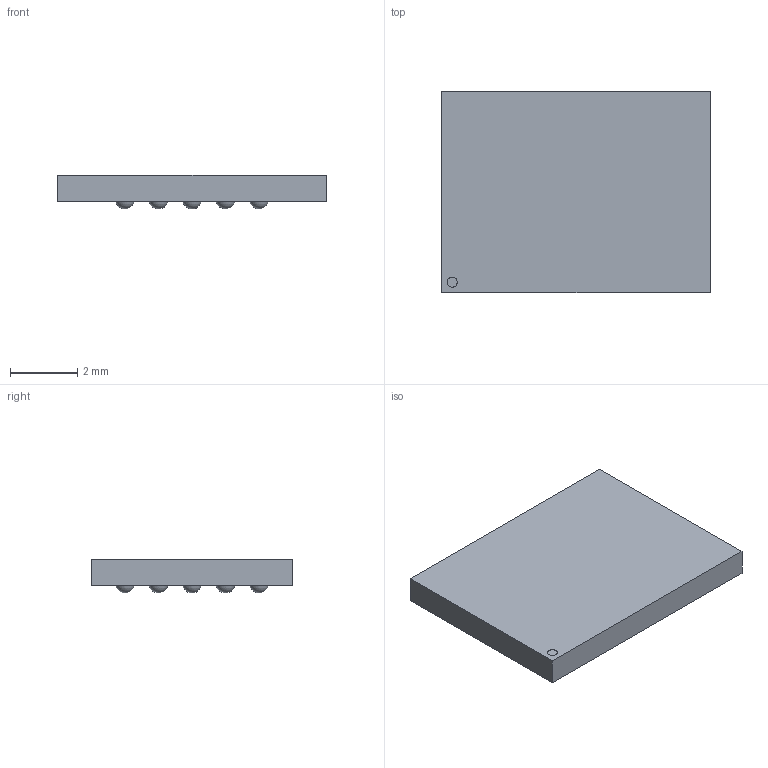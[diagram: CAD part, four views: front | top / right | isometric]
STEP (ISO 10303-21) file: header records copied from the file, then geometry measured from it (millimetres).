
FILE_DESCRIPTION(/* description */ ('model of FBGA-25_8.0x6.0mm_Layout5x5_P1.0mm'),/* implementation_level */ '2;1');
FILE_NAME(/* name */ 'FBGA-25_8.0x6.0mm_Layout5x5_P1.0mm.step',/* time_stamp */ '2021-01-30T16:41:27',/* author */ ('kicad StepUp','ksu'),/* organization */ ('FreeCAD'),/* preprocessor_version */ 'OCC',/* originating_system */ 'kicad StepUp',/* authorisation */ '');
FILE_SCHEMA(('AUTOMOTIVE_DESIGN { 1 0 10303 214 1 1 1 1 }'));
Length unit declared in the file: millimetre
Products named in the file (1): FBGA_25_80x60mm_Layout5x5_P10mm
Bounding box: 8 x 6 x 1.01 mm (x, y, z)
Volume: 38.9 mm3; surface area: 120.6 mm2
Topology: 1 solids, 1 shells, 23 faces, 60 edges, 40 vertices
Faces by surface type: sphere 15, plane 7, cylinder 1
Full cylindrical faces by diameter (mm): 0.3 x1
Entity records: 1319 total; most frequent: DIRECTION 214, CARTESIAN_POINT 205, ORIENTED_EDGE 90, PCURVE 90, DEFINITIONAL_REPRESENTATION 90, LINE 86, VECTOR 86, AXIS2_PLACEMENT_3D 56
